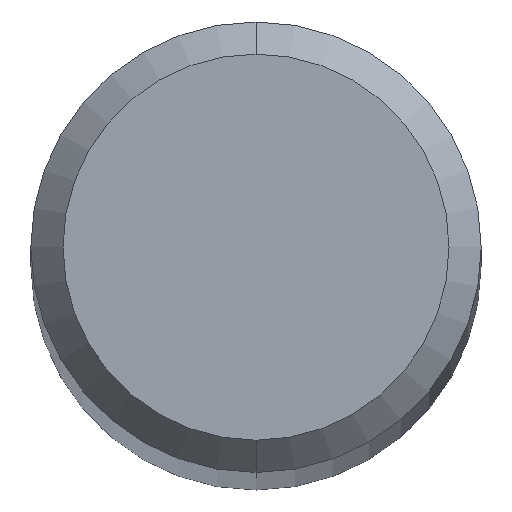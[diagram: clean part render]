
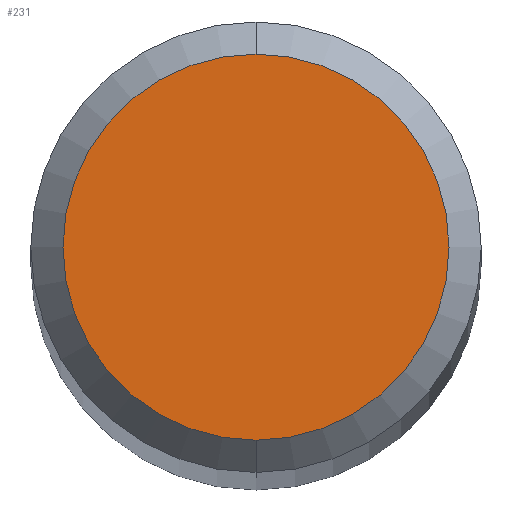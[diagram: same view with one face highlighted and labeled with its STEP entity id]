
A CAD part, top view. The second image highlights one B-rep face of the part: STEP entity #231.
In plain terms, the highlighted planar face has unit normal (0, 0, 1).
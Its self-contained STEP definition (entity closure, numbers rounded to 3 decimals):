
#193=EDGE_CURVE('',#197,#207,#433,.T.);
#197=VERTEX_POINT('',#437);
#207=VERTEX_POINT('',#449);
#231=ADVANCED_FACE('',(#477),#478,.T.);
#269=EDGE_CURVE('',#207,#197,#519,.T.);
#433=CIRCLE('',#706,1.8);
#437=CARTESIAN_POINT('',(0.0,1.8,0.0));
#449=CARTESIAN_POINT('',(0.,-1.8,0.0));
#477=FACE_OUTER_BOUND('',#754,.T.);
#478=PLANE('',#755);
#519=CIRCLE('',#806,1.8);
#706=AXIS2_PLACEMENT_3D('',#1020,#1021,#1022);
#754=EDGE_LOOP('',(#1072,#1073));
#755=AXIS2_PLACEMENT_3D('',#1074,#1075,#1076);
#806=AXIS2_PLACEMENT_3D('',#1116,#1117,#1118);
#1020=CARTESIAN_POINT('',(0.0,0.0,0.0));
#1021=DIRECTION('',(0.0,0.0,-1.0));
#1022=DIRECTION('',(0.0,1.0,0.0));
#1072=ORIENTED_EDGE('',*,*,#193,.F.);
#1073=ORIENTED_EDGE('',*,*,#269,.F.);
#1074=CARTESIAN_POINT('',(0.0,0.9,0.0));
#1075=DIRECTION('',(-0.0,0.0,1.0));
#1076=DIRECTION('',(0.0,-1.0,0.0));
#1116=CARTESIAN_POINT('',(0.0,0.0,0.0));
#1117=DIRECTION('',(0.0,0.0,-1.0));
#1118=DIRECTION('',(0.0,1.0,0.0));
